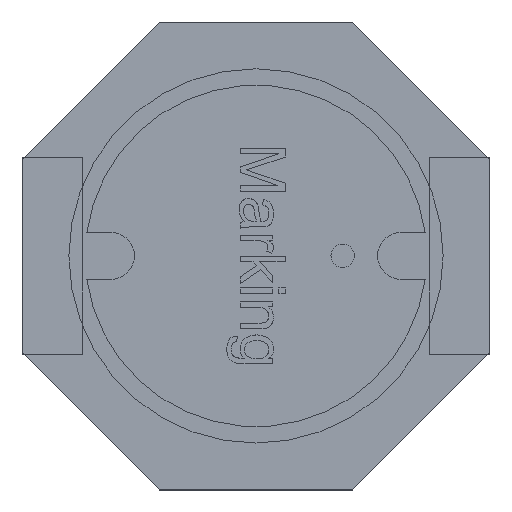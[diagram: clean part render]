
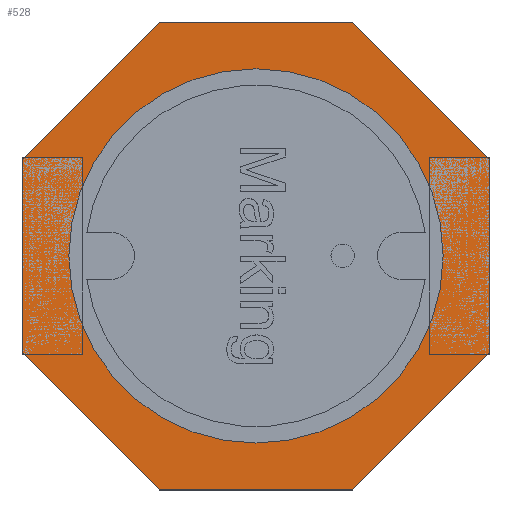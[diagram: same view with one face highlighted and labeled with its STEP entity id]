
A CAD part, top view. The second image highlights one B-rep face of the part: STEP entity #528.
In plain terms, the highlighted planar face has unit normal (0, 0, 1).
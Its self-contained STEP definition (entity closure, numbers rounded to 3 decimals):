
#528 = ADVANCED_FACE( '', ( #1090, #1091 ), #1092, .F. );
#1090 = FACE_OUTER_BOUND( '', #3746, .T. );
#1091 = FACE_BOUND( '', #3747, .T. );
#1092 = PLANE( '', #3748 );
#3746 = EDGE_LOOP( '', ( #5516, #5517, #5518, #5519, #5520, #5521, #5522, #5523 ) );
#3747 = EDGE_LOOP( '', ( #5524 ) );
#3748 = AXIS2_PLACEMENT_3D( '', #5525, #5526, #5527 );
#5516 = ORIENTED_EDGE( '', *, *, #6307, .T. );
#5517 = ORIENTED_EDGE( '', *, *, #5993, .T. );
#5518 = ORIENTED_EDGE( '', *, *, #6283, .T. );
#5519 = ORIENTED_EDGE( '', *, *, #6308, .T. );
#5520 = ORIENTED_EDGE( '', *, *, #6309, .T. );
#5521 = ORIENTED_EDGE( '', *, *, #6156, .T. );
#5522 = ORIENTED_EDGE( '', *, *, #6074, .T. );
#5523 = ORIENTED_EDGE( '', *, *, #5819, .T. );
#5524 = ORIENTED_EDGE( '', *, *, #6253, .T. );
#5525 = CARTESIAN_POINT( '', ( -7.071, 0., 0. ) );
#5526 = DIRECTION( '', ( 0., 0., -1. ) );
#5527 = DIRECTION( '', ( -1., 0., 0. ) );
#5819 = EDGE_CURVE( '', #6428, #6429, #6430, .T. );
#5993 = EDGE_CURVE( '', #6718, #6719, #6720, .T. );
#6074 = EDGE_CURVE( '', #6844, #6428, #6845, .T. );
#6156 = EDGE_CURVE( '', #6963, #6844, #6964, .T. );
#6253 = EDGE_CURVE( '', #7085, #7085, #7086, .T. );
#6283 = EDGE_CURVE( '', #6719, #7120, #7121, .T. );
#6307 = EDGE_CURVE( '', #6429, #6718, #7148, .T. );
#6308 = EDGE_CURVE( '', #7120, #7149, #7150, .T. );
#6309 = EDGE_CURVE( '', #7149, #6963, #7151, .T. );
#6428 = VERTEX_POINT( '', #7348 );
#6429 = VERTEX_POINT( '', #7349 );
#6430 = LINE( '', #7350, #7351 );
#6718 = VERTEX_POINT( '', #8271 );
#6719 = VERTEX_POINT( '', #8272 );
#6720 = LINE( '', #8273, #8274 );
#6844 = VERTEX_POINT( '', #8602 );
#6845 = LINE( '', #8603, #8604 );
#6963 = VERTEX_POINT( '', #8973 );
#6964 = LINE( '', #8974, #8975 );
#7085 = VERTEX_POINT( '', #9220 );
#7086 = CIRCLE( '', #9221, 4. );
#7120 = VERTEX_POINT( '', #9294 );
#7121 = LINE( '', #9295, #9296 );
#7148 = LINE( '', #9375, #9376 );
#7149 = VERTEX_POINT( '', #9377 );
#7150 = LINE( '', #9378, #9379 );
#7151 = LINE( '', #9380, #9381 );
#7348 = CARTESIAN_POINT( '', ( -2.071, 5., 0. ) );
#7349 = CARTESIAN_POINT( '', ( -5., 2.071, 0. ) );
#7350 = CARTESIAN_POINT( '', ( -5., 2.071, 0. ) );
#7351 = VECTOR( '', #9474, 1000. );
#8271 = CARTESIAN_POINT( '', ( -5., -2.071, 0. ) );
#8272 = CARTESIAN_POINT( '', ( -2.071, -5., 0. ) );
#8273 = CARTESIAN_POINT( '', ( -2.071, -5., 0. ) );
#8274 = VECTOR( '', #9591, 1000. );
#8602 = CARTESIAN_POINT( '', ( 2.071, 5., 0. ) );
#8603 = CARTESIAN_POINT( '', ( 2.071, 5., 0. ) );
#8604 = VECTOR( '', #9655, 1000. );
#8973 = CARTESIAN_POINT( '', ( 5., 2.071, 0. ) );
#8974 = CARTESIAN_POINT( '', ( 2.071, 5., 0. ) );
#8975 = VECTOR( '', #9696, 1000. );
#9220 = CARTESIAN_POINT( '', ( 4., 0., 0. ) );
#9221 = AXIS2_PLACEMENT_3D( '', #9743, #9744, #9745 );
#9294 = CARTESIAN_POINT( '', ( 2.071, -5., 0. ) );
#9295 = CARTESIAN_POINT( '', ( -2.071, -5., 0. ) );
#9296 = VECTOR( '', #9751, 1000. );
#9375 = CARTESIAN_POINT( '', ( -5., 2.071, 0. ) );
#9376 = VECTOR( '', #9760, 1000. );
#9377 = CARTESIAN_POINT( '', ( 5., -2.071, 0. ) );
#9378 = CARTESIAN_POINT( '', ( 5., -2.071, 0. ) );
#9379 = VECTOR( '', #9761, 1000. );
#9380 = CARTESIAN_POINT( '', ( 5., -2.071, 0. ) );
#9381 = VECTOR( '', #9762, 1000. );
#9474 = DIRECTION( '', ( -0.707, -0.707, 0. ) );
#9591 = DIRECTION( '', ( 0.707, -0.707, 0. ) );
#9655 = DIRECTION( '', ( -1., 0., 0. ) );
#9696 = DIRECTION( '', ( -0.707, 0.707, 0. ) );
#9743 = CARTESIAN_POINT( '', ( 0., 0., 0. ) );
#9744 = DIRECTION( '', ( 0., 0., -1. ) );
#9745 = DIRECTION( '', ( 1., 0., 0. ) );
#9751 = DIRECTION( '', ( 1., 0., 0. ) );
#9760 = DIRECTION( '', ( 0., -1., 0. ) );
#9761 = DIRECTION( '', ( 0.707, 0.707, 0. ) );
#9762 = DIRECTION( '', ( 0., 1., 0. ) );
